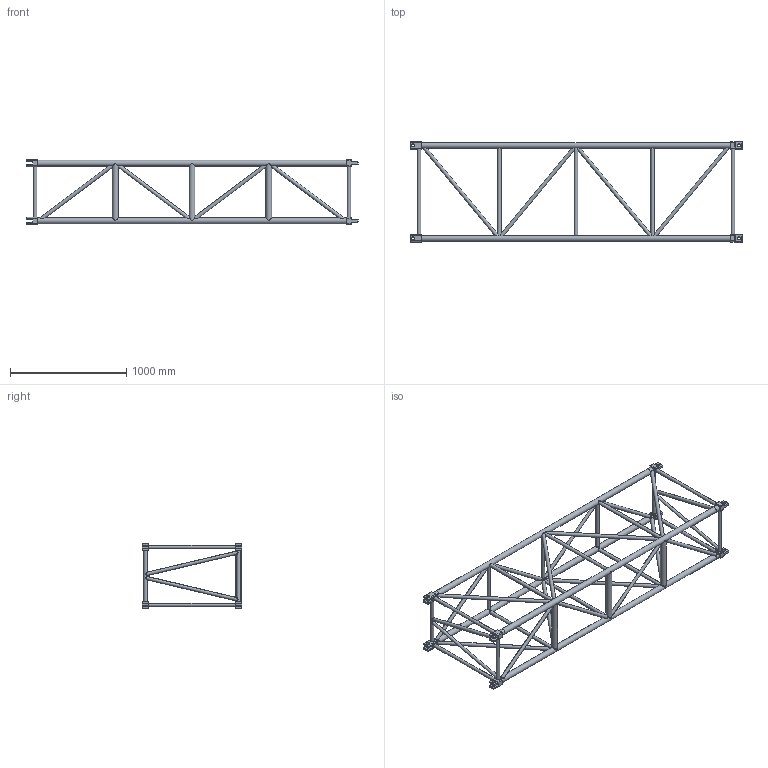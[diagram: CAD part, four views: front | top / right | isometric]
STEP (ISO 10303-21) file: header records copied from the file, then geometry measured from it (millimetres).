
FILE_DESCRIPTION (( 'STEP AP214' ), '1' );
FILE_NAME ('SR8050-280.STEP', '2022-10-03T12:26:22', ( '' ), ( '' ), 'SwSTEP 2.0', 'SolidWorks 2022', '' );
FILE_SCHEMA (( 'AUTOMOTIVE_DESIGN' ));
Length unit declared in the file: millimetre
Products named in the file (4): SR8050-280; chape_femelle; SR8050-OSSATURE; chape_male
Assembly tree (9 placements, depth 2):
  SR8050-280
    SR8050-OSSATURE
    chape_femelle  x4
    chape_male  x4
Bounding box: 2856 x 860 x 557 mm (x, y, z)
Volume: 17709143.2 mm3; surface area: 8378703.9 mm2
Topology: 52 solids, 52 shells, 420 faces, 978 edges, 654 vertices
Faces by surface type: cylinder 292, plane 120, cone 8
Full cylindrical faces by diameter (mm): 24 x37, 25.5 x12, 30 x37, 39.5 x8, 40 x7, 42 x8, 50 x7
Entity records: 18715 total; most frequent: CARTESIAN_POINT 13459, ORIENTED_EDGE 832, DIRECTION 796, EDGE_LOOP 426, EDGE_CURVE 416, AXIS2_PLACEMENT_3D 363, FACE_OUTER_BOUND 350, VERTEX_POINT 330
